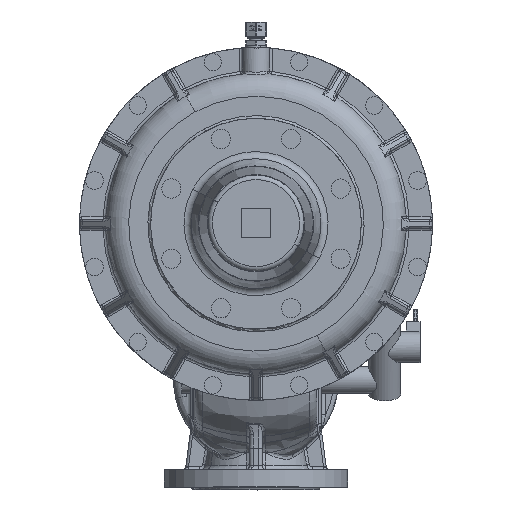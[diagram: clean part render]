
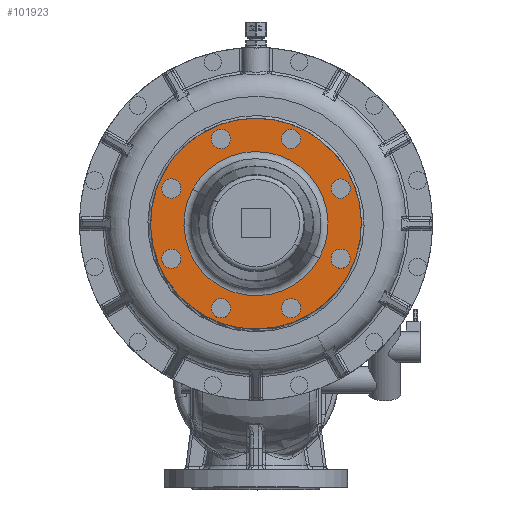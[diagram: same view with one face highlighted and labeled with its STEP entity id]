
A CAD part, top view. The second image highlights one B-rep face of the part: STEP entity #101923.
In plain terms, the highlighted planar face has unit normal (0, 0, 1).
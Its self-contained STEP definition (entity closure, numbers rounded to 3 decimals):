
#101583=AXIS2_PLACEMENT_3D('Circle Axis2P3D',#101581,#101582,$) ;
#101608=AXIS2_PLACEMENT_3D('Circle Axis2P3D',#101606,#101607,$) ;
#101755=AXIS2_PLACEMENT_3D('Plane Axis2P3D',#101752,#101753,#101754) ;
#101763=AXIS2_PLACEMENT_3D('Circle Axis2P3D',#101761,#101762,$) ;
#101772=AXIS2_PLACEMENT_3D('Circle Axis2P3D',#101770,#101771,$) ;
#101781=AXIS2_PLACEMENT_3D('Circle Axis2P3D',#101779,#101780,$) ;
#101790=AXIS2_PLACEMENT_3D('Circle Axis2P3D',#101788,#101789,$) ;
#101799=AXIS2_PLACEMENT_3D('Circle Axis2P3D',#101797,#101798,$) ;
#101808=AXIS2_PLACEMENT_3D('Circle Axis2P3D',#101806,#101807,$) ;
#101817=AXIS2_PLACEMENT_3D('Circle Axis2P3D',#101815,#101816,$) ;
#101826=AXIS2_PLACEMENT_3D('Circle Axis2P3D',#101824,#101825,$) ;
#101835=AXIS2_PLACEMENT_3D('Circle Axis2P3D',#101833,#101834,$) ;
#101844=AXIS2_PLACEMENT_3D('Circle Axis2P3D',#101842,#101843,$) ;
#101853=AXIS2_PLACEMENT_3D('Circle Axis2P3D',#101851,#101852,$) ;
#101862=AXIS2_PLACEMENT_3D('Circle Axis2P3D',#101860,#101861,$) ;
#101871=AXIS2_PLACEMENT_3D('Circle Axis2P3D',#101869,#101870,$) ;
#101880=AXIS2_PLACEMENT_3D('Circle Axis2P3D',#101878,#101879,$) ;
#101889=AXIS2_PLACEMENT_3D('Circle Axis2P3D',#101887,#101888,$) ;
#101898=AXIS2_PLACEMENT_3D('Circle Axis2P3D',#101896,#101897,$) ;
#101907=AXIS2_PLACEMENT_3D('Circle Axis2P3D',#101905,#101906,$) ;
#101916=AXIS2_PLACEMENT_3D('Circle Axis2P3D',#101914,#101915,$) ;
#101578=CARTESIAN_POINT('Vertex',(5.3,-80.756,316.)) ;
#101581=CARTESIAN_POINT('Axis2P3D Location',(-95.622,-25.622,316.)) ;
#101585=CARTESIAN_POINT('Vertex',(-196.544,29.512,316.)) ;
#101606=CARTESIAN_POINT('Axis2P3D Location',(-95.622,-25.622,316.)) ;
#101752=CARTESIAN_POINT('Axis2P3D Location',(-16.983,-25.622,316.)) ;
#101761=CARTESIAN_POINT('Axis2P3D Location',(-133.89,66.766,316.)) ;
#101765=CARTESIAN_POINT('Vertex',(-123.39,66.766,316.)) ;
#101767=CARTESIAN_POINT('Vertex',(-144.39,66.766,316.)) ;
#101770=CARTESIAN_POINT('Axis2P3D Location',(-133.89,66.766,316.)) ;
#101779=CARTESIAN_POINT('Axis2P3D Location',(-95.622,-25.622,316.)) ;
#101783=CARTESIAN_POINT('Vertex',(-164.634,12.08,316.)) ;
#101785=CARTESIAN_POINT('Vertex',(-26.61,-63.323,316.)) ;
#101788=CARTESIAN_POINT('Axis2P3D Location',(-95.622,-25.622,316.)) ;
#101797=CARTESIAN_POINT('Axis2P3D Location',(-57.353,66.766,316.)) ;
#101801=CARTESIAN_POINT('Vertex',(-64.778,74.191,316.)) ;
#101803=CARTESIAN_POINT('Vertex',(-49.929,59.342,316.)) ;
#101806=CARTESIAN_POINT('Axis2P3D Location',(-57.353,66.766,316.)) ;
#101815=CARTESIAN_POINT('Axis2P3D Location',(-3.234,12.647,316.)) ;
#101819=CARTESIAN_POINT('Vertex',(-3.234,23.147,316.)) ;
#101821=CARTESIAN_POINT('Vertex',(-3.234,2.147,316.)) ;
#101824=CARTESIAN_POINT('Axis2P3D Location',(-3.234,12.647,316.)) ;
#101833=CARTESIAN_POINT('Axis2P3D Location',(-3.234,-63.89,316.)) ;
#101837=CARTESIAN_POINT('Vertex',(4.191,-56.466,316.)) ;
#101839=CARTESIAN_POINT('Vertex',(-10.658,-71.315,316.)) ;
#101842=CARTESIAN_POINT('Axis2P3D Location',(-3.234,-63.89,316.)) ;
#101851=CARTESIAN_POINT('Axis2P3D Location',(-57.353,-118.01,316.)) ;
#101855=CARTESIAN_POINT('Vertex',(-46.853,-118.01,316.)) ;
#101857=CARTESIAN_POINT('Vertex',(-67.853,-118.01,316.)) ;
#101860=CARTESIAN_POINT('Axis2P3D Location',(-57.353,-118.01,316.)) ;
#101869=CARTESIAN_POINT('Axis2P3D Location',(-133.89,-118.01,316.)) ;
#101873=CARTESIAN_POINT('Vertex',(-126.466,-125.434,316.)) ;
#101875=CARTESIAN_POINT('Vertex',(-141.315,-110.585,316.)) ;
#101878=CARTESIAN_POINT('Axis2P3D Location',(-133.89,-118.01,316.)) ;
#101887=CARTESIAN_POINT('Axis2P3D Location',(-188.01,-63.89,316.)) ;
#101891=CARTESIAN_POINT('Vertex',(-188.01,-74.39,316.)) ;
#101893=CARTESIAN_POINT('Vertex',(-188.01,-53.39,316.)) ;
#101896=CARTESIAN_POINT('Axis2P3D Location',(-188.01,-63.89,316.)) ;
#101905=CARTESIAN_POINT('Axis2P3D Location',(-188.01,12.647,316.)) ;
#101909=CARTESIAN_POINT('Vertex',(-195.434,5.222,316.)) ;
#101911=CARTESIAN_POINT('Vertex',(-180.585,20.071,316.)) ;
#101914=CARTESIAN_POINT('Axis2P3D Location',(-188.01,12.647,316.)) ;
#101582=DIRECTION('Axis2P3D Direction',(0.,0.,-1.)) ;
#101607=DIRECTION('Axis2P3D Direction',(0.,0.,-1.)) ;
#101753=DIRECTION('Axis2P3D Direction',(-0.,-0.,-1.)) ;
#101754=DIRECTION('Axis2P3D XDirection',(0.,-1.,0.)) ;
#101762=DIRECTION('Axis2P3D Direction',(-0.,-0.,-1.)) ;
#101771=DIRECTION('Axis2P3D Direction',(-0.,-0.,-1.)) ;
#101780=DIRECTION('Axis2P3D Direction',(-0.,-0.,-1.)) ;
#101789=DIRECTION('Axis2P3D Direction',(-0.,-0.,-1.)) ;
#101798=DIRECTION('Axis2P3D Direction',(-0.,-0.,-1.)) ;
#101807=DIRECTION('Axis2P3D Direction',(-0.,-0.,-1.)) ;
#101816=DIRECTION('Axis2P3D Direction',(-0.,-0.,-1.)) ;
#101825=DIRECTION('Axis2P3D Direction',(-0.,-0.,-1.)) ;
#101834=DIRECTION('Axis2P3D Direction',(-0.,-0.,-1.)) ;
#101843=DIRECTION('Axis2P3D Direction',(-0.,-0.,-1.)) ;
#101852=DIRECTION('Axis2P3D Direction',(-0.,-0.,-1.)) ;
#101861=DIRECTION('Axis2P3D Direction',(-0.,-0.,-1.)) ;
#101870=DIRECTION('Axis2P3D Direction',(-0.,-0.,-1.)) ;
#101879=DIRECTION('Axis2P3D Direction',(-0.,-0.,-1.)) ;
#101888=DIRECTION('Axis2P3D Direction',(-0.,-0.,-1.)) ;
#101897=DIRECTION('Axis2P3D Direction',(-0.,-0.,-1.)) ;
#101906=DIRECTION('Axis2P3D Direction',(-0.,-0.,-1.)) ;
#101915=DIRECTION('Axis2P3D Direction',(-0.,-0.,-1.)) ;
#101758=ORIENTED_EDGE('',*,*,#101587,.F.) ;
#101759=ORIENTED_EDGE('',*,*,#101610,.F.) ;
#101776=ORIENTED_EDGE('',*,*,#101769,.T.) ;
#101777=ORIENTED_EDGE('',*,*,#101774,.T.) ;
#101794=ORIENTED_EDGE('',*,*,#101787,.T.) ;
#101795=ORIENTED_EDGE('',*,*,#101792,.T.) ;
#101812=ORIENTED_EDGE('',*,*,#101805,.T.) ;
#101813=ORIENTED_EDGE('',*,*,#101810,.T.) ;
#101830=ORIENTED_EDGE('',*,*,#101823,.T.) ;
#101831=ORIENTED_EDGE('',*,*,#101828,.T.) ;
#101848=ORIENTED_EDGE('',*,*,#101841,.T.) ;
#101849=ORIENTED_EDGE('',*,*,#101846,.T.) ;
#101866=ORIENTED_EDGE('',*,*,#101859,.T.) ;
#101867=ORIENTED_EDGE('',*,*,#101864,.T.) ;
#101884=ORIENTED_EDGE('',*,*,#101877,.T.) ;
#101885=ORIENTED_EDGE('',*,*,#101882,.T.) ;
#101902=ORIENTED_EDGE('',*,*,#101895,.T.) ;
#101903=ORIENTED_EDGE('',*,*,#101900,.T.) ;
#101920=ORIENTED_EDGE('',*,*,#101913,.T.) ;
#101921=ORIENTED_EDGE('',*,*,#101918,.T.) ;
#101778=FACE_BOUND('',#101775,.T.) ;
#101796=FACE_BOUND('',#101793,.T.) ;
#101814=FACE_BOUND('',#101811,.T.) ;
#101832=FACE_BOUND('',#101829,.T.) ;
#101850=FACE_BOUND('',#101847,.T.) ;
#101868=FACE_BOUND('',#101865,.T.) ;
#101886=FACE_BOUND('',#101883,.T.) ;
#101904=FACE_BOUND('',#101901,.T.) ;
#101922=FACE_BOUND('',#101919,.T.) ;
#101923=ADVANCED_FACE('Brep With Voids',(#101760,#101778,#101796,#101814,#101832,#101850,#101868,#101886,#101904,#101922),#101756,.F.) ;
#101584=CIRCLE('generated circle',#101583,115.) ;
#101609=CIRCLE('generated circle',#101608,115.) ;
#101764=CIRCLE('generated circle',#101763,10.5) ;
#101773=CIRCLE('generated circle',#101772,10.5) ;
#101782=CIRCLE('generated circle',#101781,78.639) ;
#101791=CIRCLE('generated circle',#101790,78.639) ;
#101800=CIRCLE('generated circle',#101799,10.5) ;
#101809=CIRCLE('generated circle',#101808,10.5) ;
#101818=CIRCLE('generated circle',#101817,10.5) ;
#101827=CIRCLE('generated circle',#101826,10.5) ;
#101836=CIRCLE('generated circle',#101835,10.5) ;
#101845=CIRCLE('generated circle',#101844,10.5) ;
#101854=CIRCLE('generated circle',#101853,10.5) ;
#101863=CIRCLE('generated circle',#101862,10.5) ;
#101872=CIRCLE('generated circle',#101871,10.5) ;
#101881=CIRCLE('generated circle',#101880,10.5) ;
#101890=CIRCLE('generated circle',#101889,10.5) ;
#101899=CIRCLE('generated circle',#101898,10.5) ;
#101908=CIRCLE('generated circle',#101907,10.5) ;
#101917=CIRCLE('generated circle',#101916,10.5) ;
#101587=EDGE_CURVE('',#101579,#101586,#101584,.T.) ;
#101610=EDGE_CURVE('',#101586,#101579,#101609,.T.) ;
#101769=EDGE_CURVE('',#101766,#101768,#101764,.T.) ;
#101774=EDGE_CURVE('',#101768,#101766,#101773,.T.) ;
#101787=EDGE_CURVE('',#101784,#101786,#101782,.T.) ;
#101792=EDGE_CURVE('',#101786,#101784,#101791,.T.) ;
#101805=EDGE_CURVE('',#101802,#101804,#101800,.T.) ;
#101810=EDGE_CURVE('',#101804,#101802,#101809,.T.) ;
#101823=EDGE_CURVE('',#101820,#101822,#101818,.T.) ;
#101828=EDGE_CURVE('',#101822,#101820,#101827,.T.) ;
#101841=EDGE_CURVE('',#101838,#101840,#101836,.T.) ;
#101846=EDGE_CURVE('',#101840,#101838,#101845,.T.) ;
#101859=EDGE_CURVE('',#101856,#101858,#101854,.T.) ;
#101864=EDGE_CURVE('',#101858,#101856,#101863,.T.) ;
#101877=EDGE_CURVE('',#101874,#101876,#101872,.T.) ;
#101882=EDGE_CURVE('',#101876,#101874,#101881,.T.) ;
#101895=EDGE_CURVE('',#101892,#101894,#101890,.T.) ;
#101900=EDGE_CURVE('',#101894,#101892,#101899,.T.) ;
#101913=EDGE_CURVE('',#101910,#101912,#101908,.T.) ;
#101918=EDGE_CURVE('',#101912,#101910,#101917,.T.) ;
#101757=EDGE_LOOP('',(#101758,#101759)) ;
#101775=EDGE_LOOP('',(#101776,#101777)) ;
#101793=EDGE_LOOP('',(#101794,#101795)) ;
#101811=EDGE_LOOP('',(#101812,#101813)) ;
#101829=EDGE_LOOP('',(#101830,#101831)) ;
#101847=EDGE_LOOP('',(#101848,#101849)) ;
#101865=EDGE_LOOP('',(#101866,#101867)) ;
#101883=EDGE_LOOP('',(#101884,#101885)) ;
#101901=EDGE_LOOP('',(#101902,#101903)) ;
#101919=EDGE_LOOP('',(#101920,#101921)) ;
#101760=FACE_OUTER_BOUND('',#101757,.T.) ;
#101756=PLANE('Plane',#101755) ;
#101579=VERTEX_POINT('',#101578) ;
#101586=VERTEX_POINT('',#101585) ;
#101766=VERTEX_POINT('',#101765) ;
#101768=VERTEX_POINT('',#101767) ;
#101784=VERTEX_POINT('',#101783) ;
#101786=VERTEX_POINT('',#101785) ;
#101802=VERTEX_POINT('',#101801) ;
#101804=VERTEX_POINT('',#101803) ;
#101820=VERTEX_POINT('',#101819) ;
#101822=VERTEX_POINT('',#101821) ;
#101838=VERTEX_POINT('',#101837) ;
#101840=VERTEX_POINT('',#101839) ;
#101856=VERTEX_POINT('',#101855) ;
#101858=VERTEX_POINT('',#101857) ;
#101874=VERTEX_POINT('',#101873) ;
#101876=VERTEX_POINT('',#101875) ;
#101892=VERTEX_POINT('',#101891) ;
#101894=VERTEX_POINT('',#101893) ;
#101910=VERTEX_POINT('',#101909) ;
#101912=VERTEX_POINT('',#101911) ;
